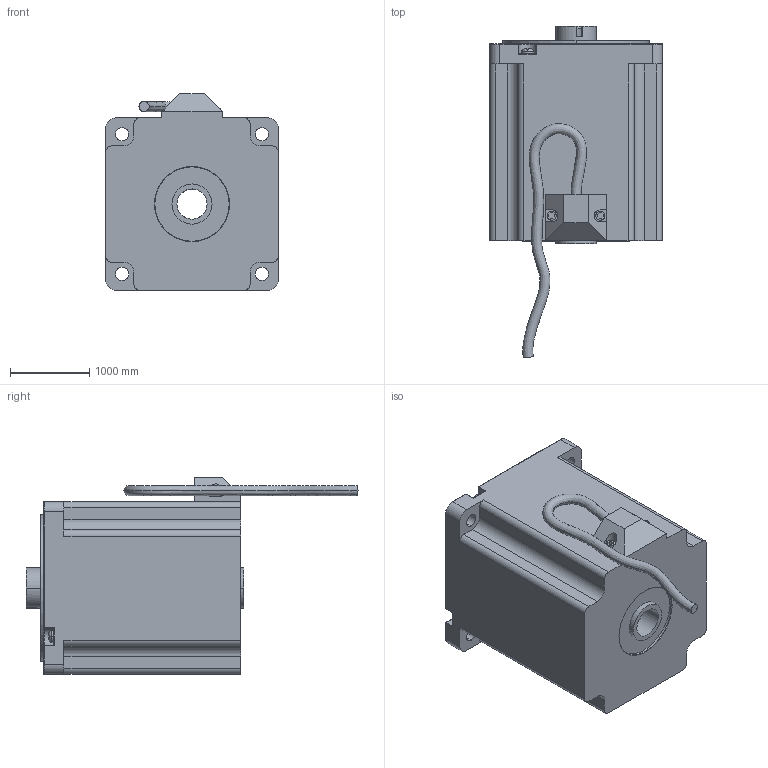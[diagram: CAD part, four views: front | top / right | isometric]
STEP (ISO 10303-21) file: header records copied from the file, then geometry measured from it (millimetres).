
FILE_DESCRIPTION((''),'2;1');
FILE_NAME('SS3402AP45A-02','2018-11-05T14:11:23',('Administrator'),(''),'CREO PARAMETRIC BY PTC INC, 2017110','CREO PARAMETRIC BY PTC INC, 2017110','');
FILE_SCHEMA(('CONFIG_CONTROL_DESIGN'));
Length unit declared in the file: inch
Products named in the file (1): SS3402AP45A-02
Bounding box: 2179.32 x 4197.8 x 2484.12 mm (x, y, z)
Volume: 10575003217.7 mm3; surface area: 36865373.3 mm2
Topology: 1 solids, 1 shells, 277 faces, 714 edges, 452 vertices
Faces by surface type: plane 145, cylinder 80, cone 16, torus 14, bspline 14, sphere 8
Entity records: 9692 total; most frequent: CARTESIAN_POINT 2964, ORIENTED_EDGE 1428, DIRECTION 1352, EDGE_CURVE 714, AXIS2_PLACEMENT_3D 472, VERTEX_POINT 452, VECTOR 408, LINE 408
